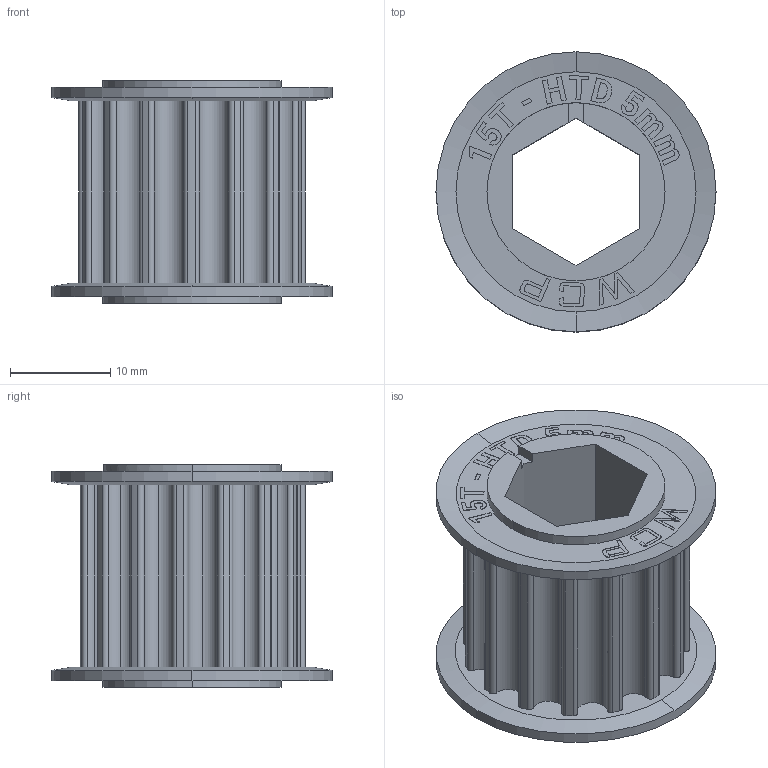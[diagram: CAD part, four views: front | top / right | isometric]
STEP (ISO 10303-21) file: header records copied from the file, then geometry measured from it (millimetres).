
FILE_DESCRIPTION (( 'STEP AP214' ), '1' );
FILE_NAME ('WCP-0562 Rev3.step', '2023-08-16T19:22:49', ( '' ), ( '' ), 'SwSTEP 2.0', 'SolidWorks 2022', '' );
FILE_SCHEMA (( 'AUTOMOTIVE_DESIGN' ));
Length unit declared in the file: inch
Products named in the file (1): WCP-0562 Rev3
Bounding box: 28 x 28 x 22.23 mm (x, y, z)
Volume: 4446.9 mm3; surface area: 5280 mm2
Topology: 3 solids, 3 shells, 294 faces, 816 edges, 544 vertices
Faces by surface type: plane 151, cylinder 90, bspline 45, cone 8
Entity records: 11658 total; most frequent: CARTESIAN_POINT 4156, ORIENTED_EDGE 1632, DIRECTION 1424, EDGE_CURVE 816, VERTEX_POINT 544, VECTOR 528, LINE 528, AXIS2_PLACEMENT_3D 448
